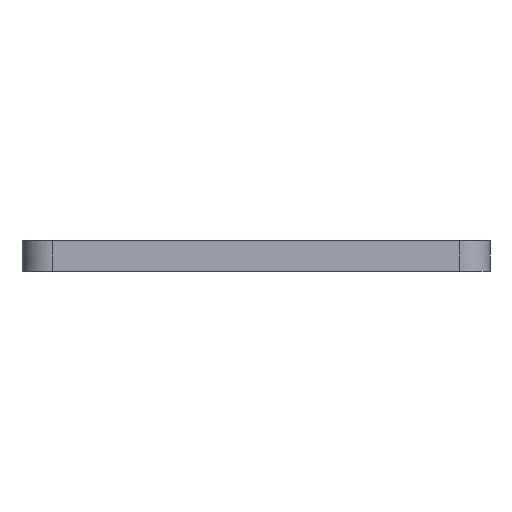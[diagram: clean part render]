
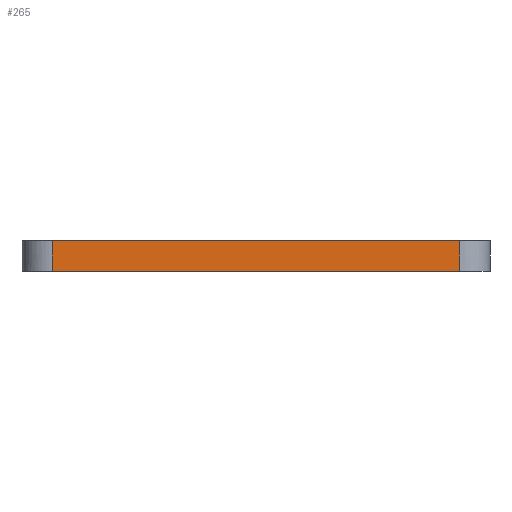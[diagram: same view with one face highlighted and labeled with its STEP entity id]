
A CAD part, front view. The second image highlights one B-rep face of the part: STEP entity #265.
In plain terms, the highlighted free-form (B-spline) face has degree [1, 1] with [2, 2] control points.
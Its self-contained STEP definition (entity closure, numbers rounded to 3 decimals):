
#152 = B_SPLINE_CURVE_WITH_KNOTS ( 'NONE', 1,
 ( #957, #1149 ),
 .UNSPECIFIED., .F., .F.,
 ( 2, 2 ),
 ( 0., 1. ),
 .UNSPECIFIED. ) ;
#236 = CARTESIAN_POINT ( 'NONE',  ( 67.5, 0., 10. ) ) ;
#265 = ADVANCED_FACE ( 'NONE', ( #669 ), #888, .T. ) ;
#293 = B_SPLINE_CURVE_WITH_KNOTS ( 'NONE', 1,
 ( #475, #364 ),
 .UNSPECIFIED., .F., .F.,
 ( 2, 2 ),
 ( 0., 1. ),
 .UNSPECIFIED. ) ;
#347 = ORIENTED_EDGE ( 'NONE', *, *, #784, .T. ) ;
#355 = EDGE_CURVE ( 'NONE', #649, #1076, #293, .T. ) ;
#364 = CARTESIAN_POINT ( 'NONE',  ( 67.5, 0., 10. ) ) ;
#426 = VERTEX_POINT ( 'NONE', #636 ) ;
#445 = EDGE_CURVE ( 'NONE', #426, #1076, #735, .T. ) ;
#467 = CARTESIAN_POINT ( 'NONE',  ( 67.5, 0., 0. ) ) ;
#475 = CARTESIAN_POINT ( 'NONE',  ( -67.5, 0., 10. ) ) ;
#519 = CARTESIAN_POINT ( 'NONE',  ( -67.5, 0., 0. ) ) ;
#565 = EDGE_LOOP ( 'NONE', ( #1087, #347, #983, #613 ) ) ;
#613 = ORIENTED_EDGE ( 'NONE', *, *, #445, .T. ) ;
#615 = CARTESIAN_POINT ( 'NONE',  ( -67.5, 0., 10. ) ) ;
#636 = CARTESIAN_POINT ( 'NONE',  ( 67.5, 0., 0. ) ) ;
#649 = VERTEX_POINT ( 'NONE', #615 ) ;
#669 = FACE_OUTER_BOUND ( 'NONE', #565, .T. ) ;
#677 = VERTEX_POINT ( 'NONE', #800 ) ;
#683 = CARTESIAN_POINT ( 'NONE',  ( -67.5, 0., 0. ) ) ;
#735 = B_SPLINE_CURVE_WITH_KNOTS ( 'NONE', 1,
 ( #467, #831 ),
 .UNSPECIFIED., .F., .F.,
 ( 2, 2 ),
 ( 0., 1. ),
 .UNSPECIFIED. ) ;
#778 = CARTESIAN_POINT ( 'NONE',  ( 67.5, 0., 0. ) ) ;
#784 = EDGE_CURVE ( 'NONE', #649, #677, #152, .T. ) ;
#800 = CARTESIAN_POINT ( 'NONE',  ( -67.5, 0., 0. ) ) ;
#825 = EDGE_CURVE ( 'NONE', #677, #426, #1195, .T. ) ;
#831 = CARTESIAN_POINT ( 'NONE',  ( 67.5, 0., 10. ) ) ;
#888 = B_SPLINE_SURFACE_WITH_KNOTS ( 'NONE', 1, 1, ( 
 ( #778, #519 ),
 ( #236, #1061 ) ),
 .UNSPECIFIED., .F., .F., .F.,
 ( 2, 2 ),
 ( 2, 2 ),
 ( 0., 1. ),
 ( 0., 1. ),
 .UNSPECIFIED. ) ;
#957 = CARTESIAN_POINT ( 'NONE',  ( -67.5, 0., 10. ) ) ;
#983 = ORIENTED_EDGE ( 'NONE', *, *, #825, .T. ) ;
#1058 = CARTESIAN_POINT ( 'NONE',  ( 67.5, 0., 0. ) ) ;
#1061 = CARTESIAN_POINT ( 'NONE',  ( -67.5, 0., 10. ) ) ;
#1076 = VERTEX_POINT ( 'NONE', #1093 ) ;
#1087 = ORIENTED_EDGE ( 'NONE', *, *, #355, .F. ) ;
#1093 = CARTESIAN_POINT ( 'NONE',  ( 67.5, 0., 10. ) ) ;
#1149 = CARTESIAN_POINT ( 'NONE',  ( -67.5, 0., 0. ) ) ;
#1195 = B_SPLINE_CURVE_WITH_KNOTS ( 'NONE', 1,
 ( #683, #1058 ),
 .UNSPECIFIED., .F., .F.,
 ( 2, 2 ),
 ( 0., 1. ),
 .UNSPECIFIED. ) ;
